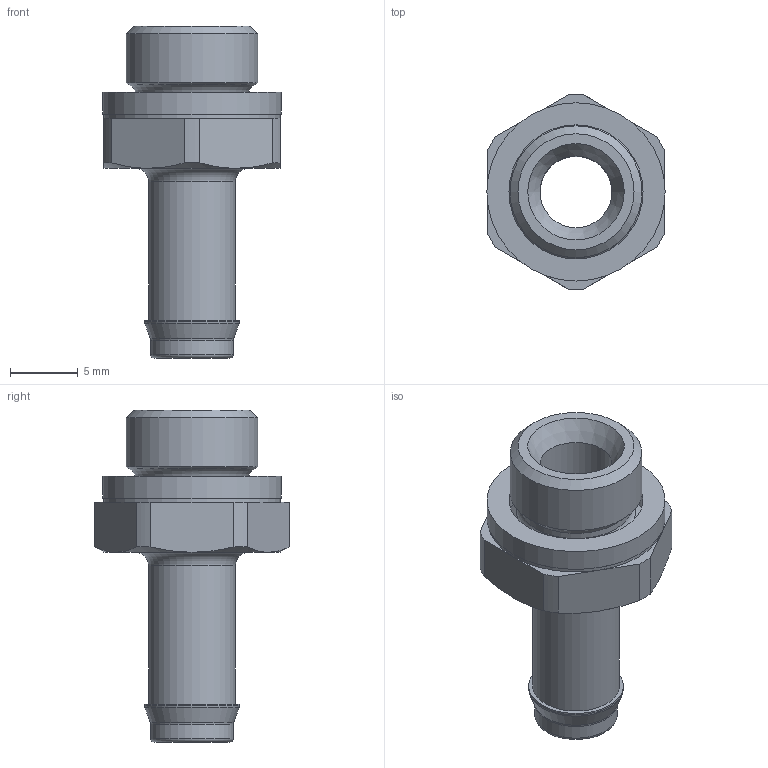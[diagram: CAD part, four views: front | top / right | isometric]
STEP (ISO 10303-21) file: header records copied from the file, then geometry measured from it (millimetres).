
FILE_DESCRIPTION(/* description */ ('STEP AP214'),/* implementation_level */ '2;1');
FILE_NAME(/* name */ '11946_CN-1_8-PK-6',/* time_stamp */ '2024-08-06T15:19:47+02:00',/* author */ ('License CC BY-ND 4.0'),/* organization */ ('CADENAS'),/* preprocessor_version */ 'ST-DEVELOPER v19.3',/* originating_system */ 'PARTsolutions',/* authorisation */ ' ');
FILE_SCHEMA (('AUTOMOTIVE_DESIGN {1 0 10303 214 3 1 1}'));
Length unit declared in the file: millimetre
Products named in the file (1): 11946 CN-1/8-PK-6
Bounding box: 13.15 x 14.39 x 24.5 mm (x, y, z)
Volume: 1017.2 mm3; surface area: 1406 mm2
Topology: 1 solids, 1 shells, 50 faces, 105 edges, 61 vertices
Faces by surface type: plane 18, cylinder 15, cone 11, torus 6
Full cylindrical faces by diameter (mm): 5.3 x1, 6.1 x1, 6.4 x1, 7 x1, 8.3 x1, 9.728 x1, 9.9 x1, 13 x1, 13.15 x1
Entity records: 1268 total; most frequent: CARTESIAN_POINT 233, DIRECTION 224, ORIENTED_EDGE 170, AXIS2_PLACEMENT_3D 100, EDGE_CURVE 85, EDGE_LOOP 76, FACE_BOUND 76, VERTEX_POINT 61
